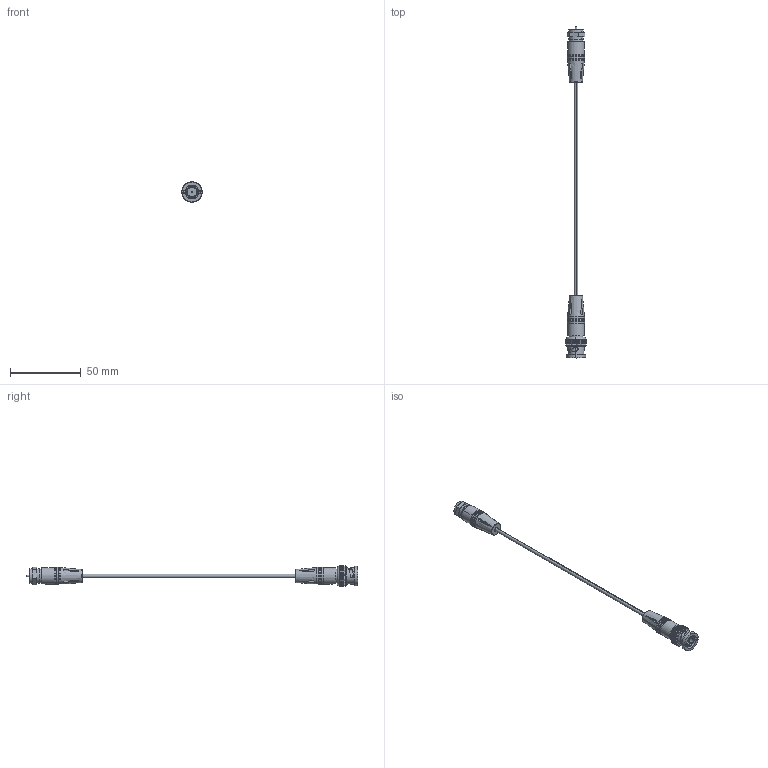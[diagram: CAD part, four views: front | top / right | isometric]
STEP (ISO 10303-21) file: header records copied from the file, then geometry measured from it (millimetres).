
FILE_DESCRIPTION (( 'STEP AP203' ), '1' );
FILE_NAME ('CTL1FB.STEP', '2006-06-23T18:28:30', ( 'lcom' ), ( 'lcom' ), 'SwSTEP 2.0', 'SolidWorks 2006004', '' );
FILE_SCHEMA (( 'CONFIG_CONTROL_DESIGN' ));
Length unit declared in the file: inch
Products named in the file (7): CTL1FB-MA2; 3AB03-009; CTL1FB; 3AB03-009-MA1; 3AB03-006; BAC032_with flange; MTN-019
Assembly tree (7 placements, depth 3):
  CTL1FB
    CTL1FB-MA2
    3AB03-006
      MTN-019
      BAC032_with flange
    3AB03-009
      3AB03-009-MA1
      MTN-019
Bounding box: 14.48 x 235.28 x 14.48 mm (x, y, z)
Volume: 7342.5 mm3; surface area: 7307 mm2
Topology: 5 solids, 5 shells, 704 faces, 1883 edges, 1219 vertices
Faces by surface type: plane 313, cylinder 223, bspline 94, torus 56, sphere 14, cone 4
Entity records: 22610 total; most frequent: CARTESIAN_POINT 8338, ORIENTED_EDGE 2904, DIRECTION 2757, EDGE_CURVE 1452, AXIS2_PLACEMENT_3D 964, VERTEX_POINT 949, LINE 829, VECTOR 829
